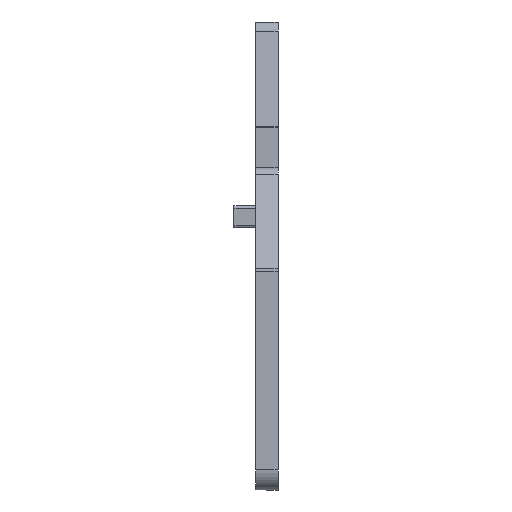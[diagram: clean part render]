
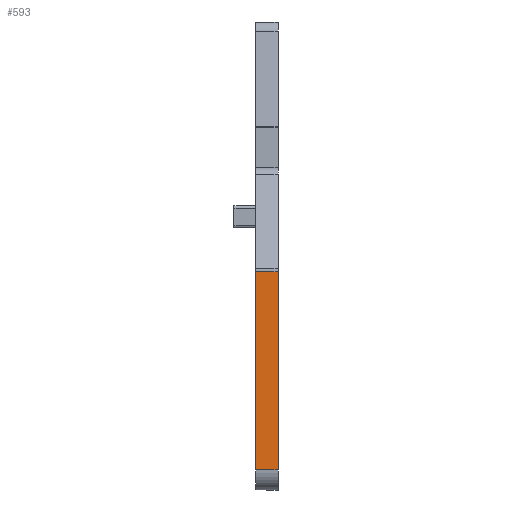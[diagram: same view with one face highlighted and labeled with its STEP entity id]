
A CAD part, front view. The second image highlights one B-rep face of the part: STEP entity #593.
In plain terms, the highlighted planar face has unit normal (0, -1, 0).
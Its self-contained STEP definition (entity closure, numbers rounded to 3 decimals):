
#573=AXIS2_PLACEMENT_3D('Plane Axis2P3D',#570,#571,#572) ;
#98=CARTESIAN_POINT('Vertex',(1.95,0.,1.8)) ;
#101=CARTESIAN_POINT('Line Origine',(1.95,0.,10.675)) ;
#105=CARTESIAN_POINT('Vertex',(1.95,0.,19.55)) ;
#555=CARTESIAN_POINT('Vertex',(3.95,0.,1.8)) ;
#558=CARTESIAN_POINT('Line Origine',(2.95,0.,1.8)) ;
#570=CARTESIAN_POINT('Axis2P3D Location',(1.95,0.,1.8)) ;
#575=CARTESIAN_POINT('Line Origine',(3.95,0.,10.675)) ;
#579=CARTESIAN_POINT('Vertex',(3.95,0.,19.55)) ;
#582=CARTESIAN_POINT('Line Origine',(2.95,0.,19.55)) ;
#102=DIRECTION('Vector Direction',(0.,0.,1.)) ;
#559=DIRECTION('Vector Direction',(-1.,0.,0.)) ;
#571=DIRECTION('Axis2P3D Direction',(0.,1.,0.)) ;
#572=DIRECTION('Axis2P3D XDirection',(0.,0.,1.)) ;
#576=DIRECTION('Vector Direction',(0.,0.,1.)) ;
#583=DIRECTION('Vector Direction',(1.,0.,0.)) ;
#103=VECTOR('Line Direction',#102,1.) ;
#560=VECTOR('Line Direction',#559,1.) ;
#577=VECTOR('Line Direction',#576,1.) ;
#584=VECTOR('Line Direction',#583,1.) ;
#588=ORIENTED_EDGE('',*,*,#581,.T.) ;
#589=ORIENTED_EDGE('',*,*,#586,.F.) ;
#590=ORIENTED_EDGE('',*,*,#107,.F.) ;
#591=ORIENTED_EDGE('',*,*,#562,.T.) ;
#593=ADVANCED_FACE('Hauptk\X2\00F6\X0\rper',(#592),#574,.F.) ;
#107=EDGE_CURVE('',#99,#106,#104,.T.) ;
#562=EDGE_CURVE('',#99,#556,#561,.F.) ;
#581=EDGE_CURVE('',#556,#580,#578,.T.) ;
#586=EDGE_CURVE('',#106,#580,#585,.T.) ;
#587=EDGE_LOOP('',(#588,#589,#590,#591)) ;
#592=FACE_OUTER_BOUND('',#587,.T.) ;
#104=LINE('Line',#101,#103) ;
#561=LINE('Line',#558,#560) ;
#578=LINE('Line',#575,#577) ;
#585=LINE('Line',#582,#584) ;
#574=PLANE('',#573) ;
#99=VERTEX_POINT('',#98) ;
#106=VERTEX_POINT('',#105) ;
#556=VERTEX_POINT('',#555) ;
#580=VERTEX_POINT('',#579) ;
